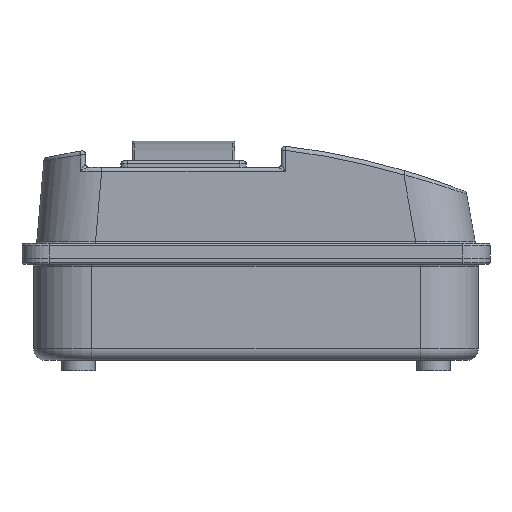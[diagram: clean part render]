
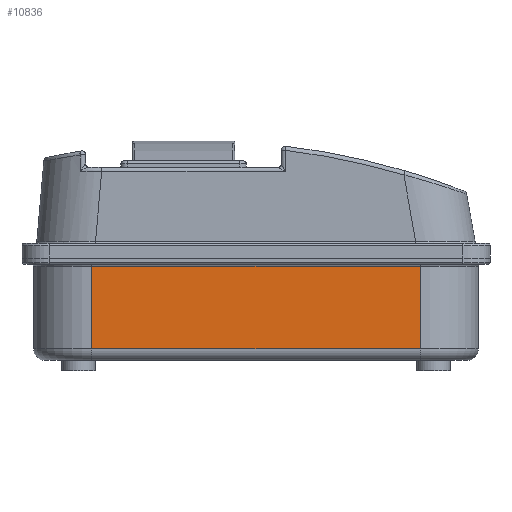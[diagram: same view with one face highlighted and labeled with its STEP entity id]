
A CAD part, left-side view. The second image highlights one B-rep face of the part: STEP entity #10836.
In plain terms, the highlighted planar face has unit normal (-1, 0, 0).
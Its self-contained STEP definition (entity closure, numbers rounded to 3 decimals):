
#17 = ORIENTED_EDGE ( 'NONE', *, *, #6638, .T. ) ;
#76 = DIRECTION ( 'NONE',  ( 0., -1., 0. ) ) ;
#329 = LINE ( 'NONE', #4499, #5776 ) ;
#434 = PLANE ( 'NONE',  #12371 ) ;
#479 = CARTESIAN_POINT ( 'NONE',  ( -129.5, -78.5, 10.5 ) ) ;
#1491 = CARTESIAN_POINT ( 'NONE',  ( -129.5, -78.5, 50. ) ) ;
#1555 = DIRECTION ( 'NONE',  ( -1., 0., 0. ) ) ;
#2189 = EDGE_CURVE ( 'NONE', #14395, #7606, #14414, .T. ) ;
#2214 = EDGE_CURVE ( 'NONE', #6335, #2985, #2504, .T. ) ;
#2504 = LINE ( 'NONE', #14422, #5056 ) ;
#2985 = VERTEX_POINT ( 'NONE', #13927 ) ;
#4394 = DIRECTION ( 'NONE',  ( 0., 0., -1. ) ) ;
#4499 = CARTESIAN_POINT ( 'NONE',  ( -129.5, 78.5, 404.822 ) ) ;
#5056 = VECTOR ( 'NONE', #13993, 1000. ) ;
#5776 = VECTOR ( 'NONE', #4394, 1000. ) ;
#6335 = VERTEX_POINT ( 'NONE', #1491 ) ;
#6638 = EDGE_CURVE ( 'NONE', #2985, #14395, #329, .T. ) ;
#7606 = VERTEX_POINT ( 'NONE', #479 ) ;
#7737 = FACE_OUTER_BOUND ( 'NONE', #13283, .T. ) ;
#7742 = CARTESIAN_POINT ( 'NONE',  ( -129.5, -78.5, 10.5 ) ) ;
#8282 = DIRECTION ( 'NONE',  ( 0., 0., 1. ) ) ;
#8635 = VECTOR ( 'NONE', #8282, 1000. ) ;
#8657 = CARTESIAN_POINT ( 'NONE',  ( -129.5, 78.5, 10.5 ) ) ;
#9142 = DIRECTION ( 'NONE',  ( 0., 0., 1. ) ) ;
#10435 = EDGE_CURVE ( 'NONE', #7606, #6335, #12062, .T. ) ;
#10836 = ADVANCED_FACE ( 'NONE', ( #7737 ), #434, .T. ) ;
#11020 = ORIENTED_EDGE ( 'NONE', *, *, #10435, .T. ) ;
#11444 = CARTESIAN_POINT ( 'NONE',  ( -129.5, 106.5, 404.822 ) ) ;
#11674 = CARTESIAN_POINT ( 'NONE',  ( -129.5, -78.5, 404.822 ) ) ;
#11770 = ORIENTED_EDGE ( 'NONE', *, *, #2189, .T. ) ;
#12062 = LINE ( 'NONE', #11674, #8635 ) ;
#12371 = AXIS2_PLACEMENT_3D ( 'NONE', #11444, #1555, #9142 ) ;
#13283 = EDGE_LOOP ( 'NONE', ( #11020, #14185, #17, #11770 ) ) ;
#13927 = CARTESIAN_POINT ( 'NONE',  ( -129.5, 78.5, 50. ) ) ;
#13993 = DIRECTION ( 'NONE',  ( 0., 1., 0. ) ) ;
#14093 = VECTOR ( 'NONE', #76, 1000. ) ;
#14185 = ORIENTED_EDGE ( 'NONE', *, *, #2214, .T. ) ;
#14395 = VERTEX_POINT ( 'NONE', #8657 ) ;
#14414 = LINE ( 'NONE', #7742, #14093 ) ;
#14422 = CARTESIAN_POINT ( 'NONE',  ( -129.5, 78.5, 50. ) ) ;
